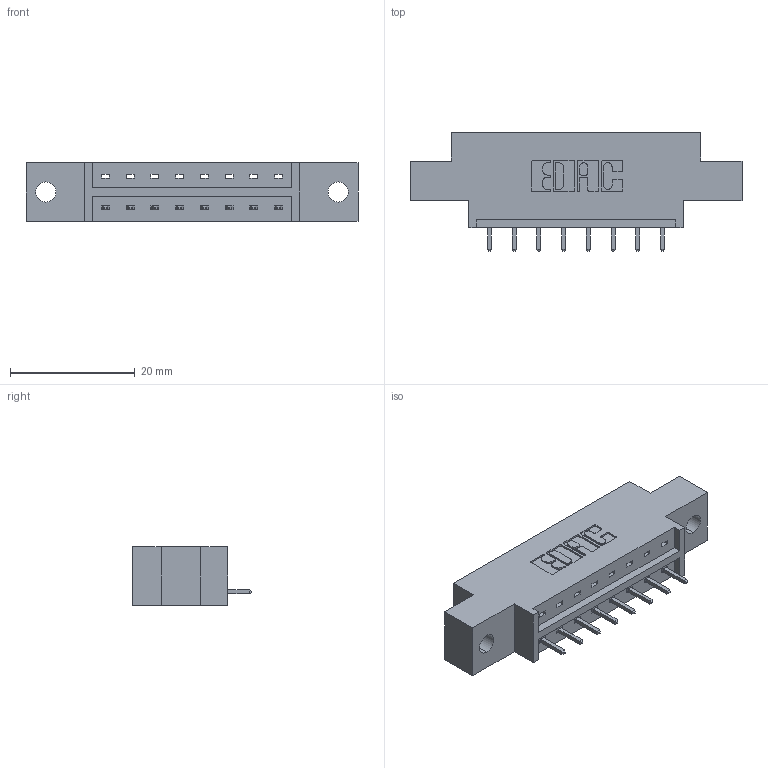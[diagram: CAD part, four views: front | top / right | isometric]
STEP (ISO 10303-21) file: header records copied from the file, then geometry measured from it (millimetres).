
FILE_DESCRIPTION (( 'STEP AP203' ), '1' );
FILE_NAME ('333-008-521-602.STEP', '2018-07-31T21:57:06', ( '' ), ( '' ), 'SwSTEP 2.0', 'SolidWorks 2016', '' );
FILE_SCHEMA (( 'CONFIG_CONTROL_DESIGN' ));
Length unit declared in the file: inch
Products named in the file (3): 333 Part_Offset - .128 Dia; 345-292-001_345-293-121; 333-008-521-602
Assembly tree (9 placements, depth 2):
  333-008-521-602
    333 Part_Offset - .128 Dia
    345-292-001_345-293-121  x8
Bounding box: 53.24 x 19.06 x 9.4 mm (x, y, z)
Volume: 4777.6 mm3; surface area: 4778.1 mm2
Topology: 9 solids, 9 shells, 582 faces, 1731 edges, 1142 vertices
Faces by surface type: plane 410, cylinder 172
Entity records: 9441 total; most frequent: CARTESIAN_POINT 1642, ORIENTED_EDGE 1586, DIRECTION 1453, EDGE_CURVE 793, VECTOR 665, LINE 665, VERTEX_POINT 526, AXIS2_PLACEMENT_3D 394
